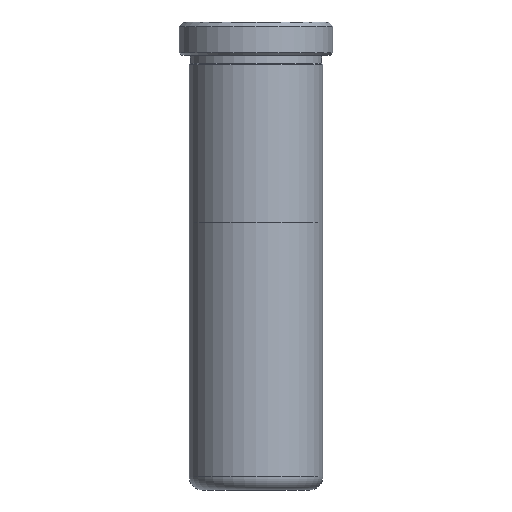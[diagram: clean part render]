
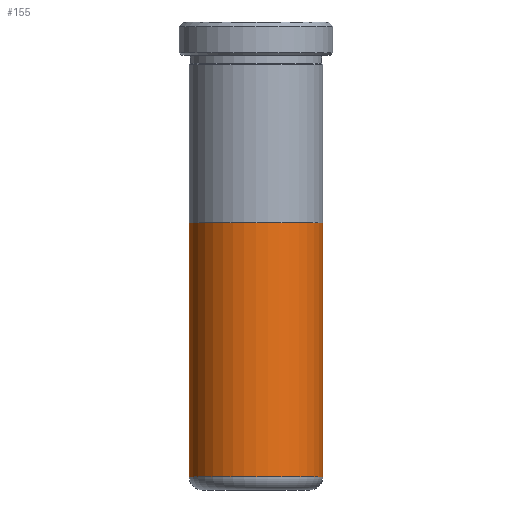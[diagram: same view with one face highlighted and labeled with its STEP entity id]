
A CAD part, front view. The second image highlights one B-rep face of the part: STEP entity #155.
In plain terms, the highlighted cylindrical face has radius 9.995 mm (diameter 19.99 mm), a partial arc.
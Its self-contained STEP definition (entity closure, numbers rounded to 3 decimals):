
#84 = ORIENTED_EDGE ( 'NONE', *, *, #469, .F. ) ;
#155 = ADVANCED_FACE ( 'NONE', ( #197 ), #1433, .T. ) ;
#197 = FACE_OUTER_BOUND ( 'NONE', #968, .T. ) ;
#460 = CARTESIAN_POINT ( 'NONE',  ( 0., 0., 65. ) ) ;
#469 = EDGE_CURVE ( 'NONE', #1329, #879, #1192, .T. ) ;
#471 = CARTESIAN_POINT ( 'NONE',  ( 0., 0., 2. ) ) ;
#480 = ORIENTED_EDGE ( 'NONE', *, *, #522, .T. ) ;
#494 = AXIS2_PLACEMENT_3D ( 'NONE', #1244, #574, #1347 ) ;
#522 = EDGE_CURVE ( 'NONE', #1430, #529, #830, .T. ) ;
#529 = VERTEX_POINT ( 'NONE', #1480 ) ;
#545 = EDGE_CURVE ( 'NONE', #1329, #1430, #1112, .T. ) ;
#573 = EDGE_CURVE ( 'NONE', #879, #529, #1296, .T. ) ;
#574 = DIRECTION ( 'NONE',  ( 0., 0., 1. ) ) ;
#597 = DIRECTION ( 'NONE',  ( -1., 0., 0. ) ) ;
#605 = DIRECTION ( 'NONE',  ( 1., 0., 0. ) ) ;
#613 = CARTESIAN_POINT ( 'NONE',  ( -9.995, 0., 65. ) ) ;
#614 = CARTESIAN_POINT ( 'NONE',  ( 9.995, 0., 40. ) ) ;
#669 = DIRECTION ( 'NONE',  ( 0., 0., -1. ) ) ;
#704 = DIRECTION ( 'NONE',  ( 0., 0., -1. ) ) ;
#719 = DIRECTION ( 'NONE',  ( 0., 0., -1. ) ) ;
#721 = VECTOR ( 'NONE', #669, 1000. ) ;
#757 = VECTOR ( 'NONE', #719, 1000. ) ;
#830 = CIRCLE ( 'NONE', #1187, 9.995 ) ;
#879 = VERTEX_POINT ( 'NONE', #614 ) ;
#968 = EDGE_LOOP ( 'NONE', ( #1135, #84, #1127, #480 ) ) ;
#1056 = CARTESIAN_POINT ( 'NONE',  ( -9.995, 0., 2. ) ) ;
#1110 = CARTESIAN_POINT ( 'NONE',  ( 9.995, 0., 65. ) ) ;
#1112 = LINE ( 'NONE', #613, #757 ) ;
#1127 = ORIENTED_EDGE ( 'NONE', *, *, #545, .T. ) ;
#1135 = ORIENTED_EDGE ( 'NONE', *, *, #573, .F. ) ;
#1187 = AXIS2_PLACEMENT_3D ( 'NONE', #471, #1266, #605 ) ;
#1192 = CIRCLE ( 'NONE', #494, 9.995 ) ;
#1244 = CARTESIAN_POINT ( 'NONE',  ( 0., 0., 40. ) ) ;
#1266 = DIRECTION ( 'NONE',  ( 0., 0., 1. ) ) ;
#1275 = CARTESIAN_POINT ( 'NONE',  ( -9.995, 0., 40. ) ) ;
#1296 = LINE ( 'NONE', #1110, #721 ) ;
#1329 = VERTEX_POINT ( 'NONE', #1275 ) ;
#1347 = DIRECTION ( 'NONE',  ( 1., 0., 0. ) ) ;
#1430 = VERTEX_POINT ( 'NONE', #1056 ) ;
#1433 = CYLINDRICAL_SURFACE ( 'NONE', #1443, 9.995 ) ;
#1443 = AXIS2_PLACEMENT_3D ( 'NONE', #460, #704, #597 ) ;
#1480 = CARTESIAN_POINT ( 'NONE',  ( 9.995, 0., 2. ) ) ;
